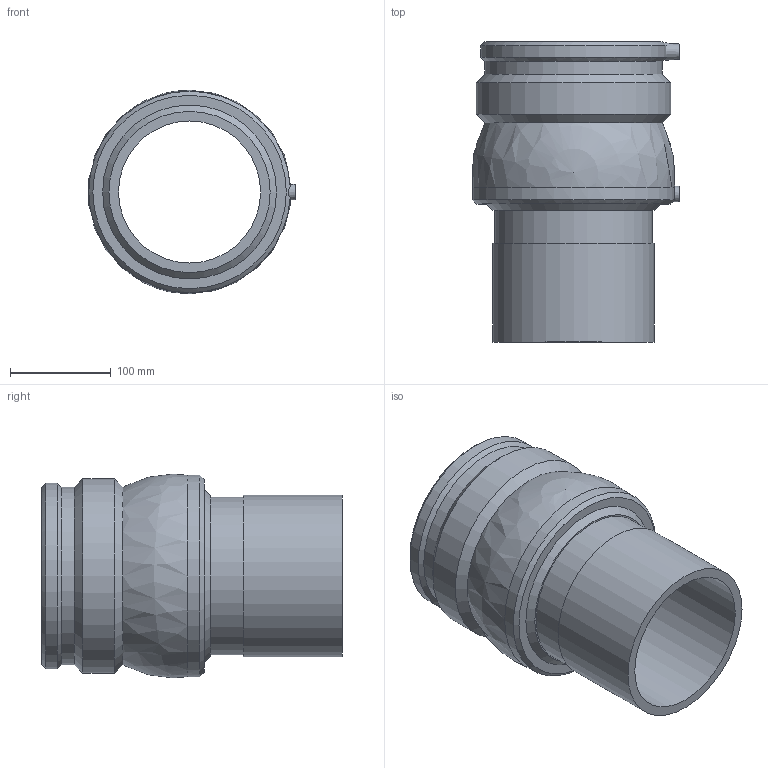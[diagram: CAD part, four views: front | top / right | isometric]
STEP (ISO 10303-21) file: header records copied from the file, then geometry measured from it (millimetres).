
FILE_DESCRIPTION(/* description */ ('PLASSON WASTEWATER ADJUSTABLE ELBOW ONE SIDED 160'),/* implementation_level */ '2;1');
FILE_NAME(/* name */ '4747D4160.ipt.stp',/* time_stamp */ '2017-11-06T09:09:58+02:00',/* author */ ('Кирилл'),/* organization */ (''),/* preprocessor_version */ 'ST-DEVELOPER v15.6',/* originating_system */ 'Autodesk Inventor 2015',/* authorisation */ '');
FILE_SCHEMA (('AUTOMOTIVE_DESIGN { 1 0 10303 214 3 1 1 }'));
Length unit declared in the file: millimetre
Products named in the file (1): 4747D4160
Bounding box: 205.17 x 298 x 202.14 mm (x, y, z)
Volume: 2356874.1 mm3; surface area: 333510.8 mm2
Topology: 1 solids, 1 shells, 35 faces, 69 edges, 44 vertices
Faces by surface type: cylinder 13, plane 12, cone 9, sphere 1
Full cylindrical faces by diameter (mm): 4 x2, 10 x2, 141 x1, 144 x1, 156.8 x1, 160 x2, 176 x1, 193 x1
Entity records: 846 total; most frequent: CARTESIAN_POINT 208, DIRECTION 138, ORIENTED_EDGE 82, AXIS2_PLACEMENT_3D 69, EDGE_LOOP 66, EDGE_CURVE 41, VERTEX_POINT 37, ADVANCED_FACE 35
